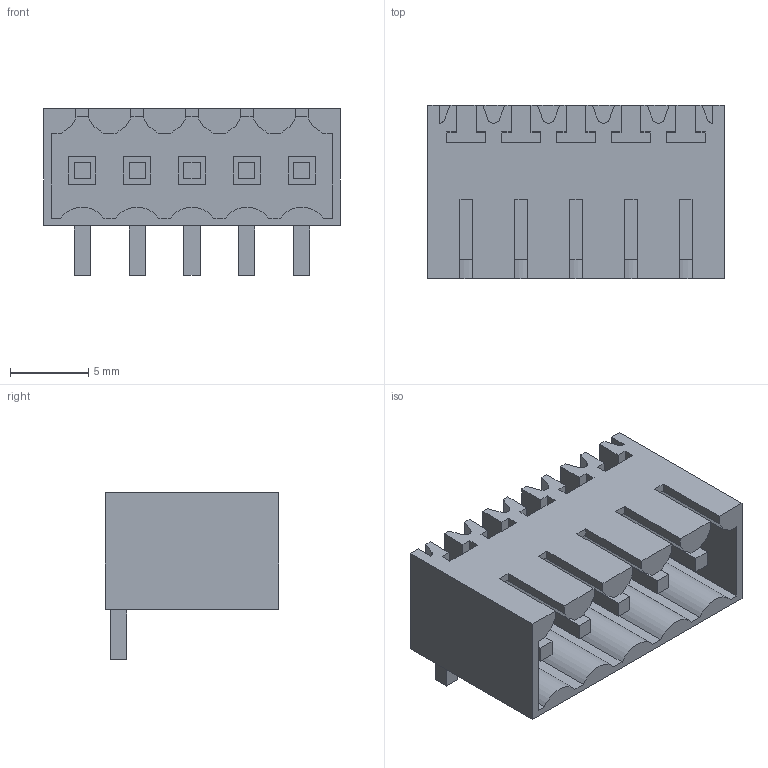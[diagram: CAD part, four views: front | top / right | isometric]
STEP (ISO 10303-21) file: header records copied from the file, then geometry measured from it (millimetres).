
FILE_DESCRIPTION(('CATIA V5 STEP Exchange','CAx-IF Rec.Pracs.--- Model Styling and Organization---1.2---2011-12-15'),'2;1');
FILE_NAME ('D1453219_0_1605100000_1605100000.stp','2018-03-06T11:55:36+00:00',('none'),('Weidmueller'),'CATIA Version 5-6 Release 2014','CATIA V5 STEP AP214','none');
FILE_SCHEMA(('AUTOMOTIVE_DESIGN { 1 0 10303 214 1 1 1 1 }'));
Length unit declared in the file: millimetre
Products named in the file (1): 1605100000
Bounding box: 18.9 x 11.05 x 10.65 mm (x, y, z)
Volume: 715.5 mm3; surface area: 1993.9 mm2
Topology: 6 solids, 6 shells, 294 faces, 888 edges, 606 vertices
Faces by surface type: plane 273, cylinder 21
Entity records: 9302 total; most frequent: ORIENTED_EDGE 1776, CARTESIAN_POINT 1679, DIRECTION 1256, EDGE_CURVE 888, VECTOR 838, LINE 838, VERTEX_POINT 606, EDGE_LOOP 304
